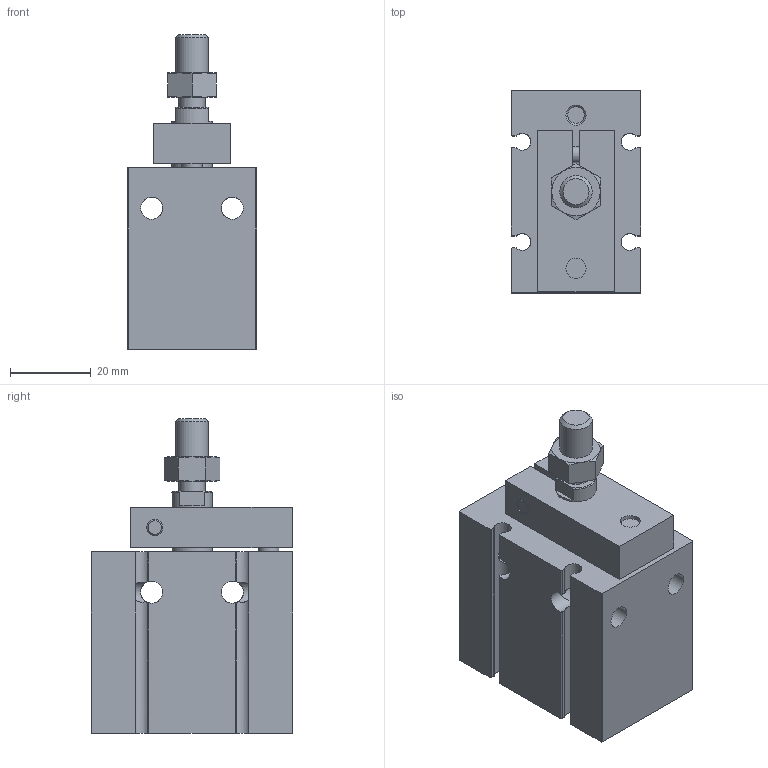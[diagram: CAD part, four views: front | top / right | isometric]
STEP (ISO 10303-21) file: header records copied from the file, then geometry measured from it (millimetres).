
FILE_DESCRIPTION( ( 'STEP AP203' ), '1' );
FILE_NAME( 'EUK25X5-0()(0).stp', '2021-10-12T02:21:35', ( 'License CC BY-ND 4.0' ), ( 'CADENAS' ), ' ', 'PARTsolutions', ' ' );
FILE_SCHEMA( ( 'CONFIG_CONTROL_DESIGN' ) );
Length unit declared in the file: millimetre
Products named in the file (3): EUK25X5-0()(0); _EUK25X5-0()(0-BODY); _EUK25X5-0(0-ROD)
Assembly tree (2 placements, depth 2):
  EUK25X5-0()(0)
    _EUK25X5-0()(0-BODY)
    _EUK25X5-0(0-ROD)
Bounding box: 32 x 50 x 78 mm (x, y, z)
Volume: 71956.2 mm3; surface area: 23601.7 mm2
Topology: 2 solids, 2 shells, 158 faces, 400 edges, 259 vertices
Faces by surface type: plane 70, cylinder 69, cone 19
Full cylindrical faces by diameter (mm): 4 x3, 4.134 x5, 5 x2, 5.5 x8, 6.466 x1, 7 x1, 7.5 x1, 8 x1, 9.5 x2, 10 x2, 25 x2
Entity records: 5284 total; most frequent: CARTESIAN_POINT 1521, DIRECTION 748, ORIENTED_EDGE 720, EDGE_CURVE 360, AXIS2_PLACEMENT_3D 293, VERTEX_POINT 252, EDGE_LOOP 222, FACE_OUTER_BOUND 186
